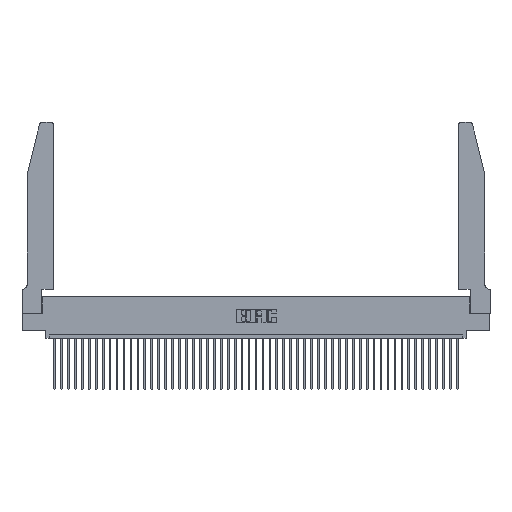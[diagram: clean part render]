
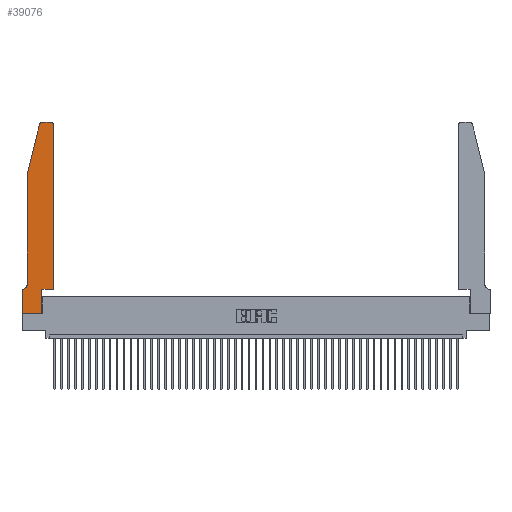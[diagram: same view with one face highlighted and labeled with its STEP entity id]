
A CAD part, top view. The second image highlights one B-rep face of the part: STEP entity #39076.
In plain terms, the highlighted planar face has unit normal (0, 0, 1).
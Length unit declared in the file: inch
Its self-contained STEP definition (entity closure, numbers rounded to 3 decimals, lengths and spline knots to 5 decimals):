
#511 = CARTESIAN_POINT ( 'NONE',  ( 0.4205, 2.72, 0.37 ) ) ;
#588 = CARTESIAN_POINT ( 'NONE',  ( 0., 0.35, 0.37 ) ) ;
#904 = DIRECTION ( 'NONE',  ( 0., 0., 1. ) ) ;
#1107 = DIRECTION ( 'NONE',  ( 0., 1., 0. ) ) ;
#1204 = VECTOR ( 'NONE', #3605, 39.37008 ) ;
#1287 = EDGE_CURVE ( 'NONE', #21451, #45828, #33085, .T. ) ;
#1304 = VECTOR ( 'NONE', #2611, 39.37008 ) ;
#2518 = VECTOR ( 'NONE', #1107, 39.37008 ) ;
#2611 = DIRECTION ( 'NONE',  ( -1., 0., 0. ) ) ;
#2855 = DIRECTION ( 'NONE',  ( 0., 0., 1. ) ) ;
#3518 = ORIENTED_EDGE ( 'NONE', *, *, #19405, .T. ) ;
#3605 = DIRECTION ( 'NONE',  ( 1., 0., 0. ) ) ;
#3637 = VERTEX_POINT ( 'NONE', #40289 ) ;
#4598 = CARTESIAN_POINT ( 'NONE',  ( 0.0755, 2., 0.37 ) ) ;
#4727 = LINE ( 'NONE', #38211, #24622 ) ;
#6522 = CARTESIAN_POINT ( 'NONE',  ( 0.0755, 0.42, 0.37 ) ) ;
#7487 = CARTESIAN_POINT ( 'NONE',  ( 0.25487, 2.72718, 0.37 ) ) ;
#7516 = DIRECTION ( 'NONE',  ( 0., 0., 1. ) ) ;
#8232 = CARTESIAN_POINT ( 'NONE',  ( 0.4505, 0.35, 0.37 ) ) ;
#8341 = AXIS2_PLACEMENT_3D ( 'NONE', #20778, #2855, #46448 ) ;
#8358 = DIRECTION ( 'NONE',  ( -1., 0., 0. ) ) ;
#8414 = DIRECTION ( 'NONE',  ( -0.239, -0.971, 0. ) ) ;
#8882 = CARTESIAN_POINT ( 'NONE',  ( 0.0755, 2., 0.37 ) ) ;
#9420 = VERTEX_POINT ( 'NONE', #6522 ) ;
#10123 = CARTESIAN_POINT ( 'NONE',  ( 0.284, 2.75, 0.37 ) ) ;
#10161 = VERTEX_POINT ( 'NONE', #38921 ) ;
#10839 = ORIENTED_EDGE ( 'NONE', *, *, #40099, .T. ) ;
#10958 = FACE_OUTER_BOUND ( 'NONE', #31837, .T. ) ;
#11488 = LINE ( 'NONE', #34928, #33049 ) ;
#11724 = PLANE ( 'NONE',  #26428 ) ;
#11986 = ORIENTED_EDGE ( 'NONE', *, *, #1287, .T. ) ;
#12188 = LINE ( 'NONE', #16226, #2518 ) ;
#12338 = ORIENTED_EDGE ( 'NONE', *, *, #27523, .T. ) ;
#12517 = DIRECTION ( 'NONE',  ( 1., 0., 0. ) ) ;
#13061 = DIRECTION ( 'NONE',  ( 0., 1., 0. ) ) ;
#13185 = VERTEX_POINT ( 'NONE', #10123 ) ;
#14191 = VERTEX_POINT ( 'NONE', #8232 ) ;
#14363 = VERTEX_POINT ( 'NONE', #45333 ) ;
#14760 = DIRECTION ( 'NONE',  ( 0., 0., -1. ) ) ;
#15022 = EDGE_CURVE ( 'NONE', #16048, #9420, #11488, .T. ) ;
#16048 = VERTEX_POINT ( 'NONE', #4598 ) ;
#16226 = CARTESIAN_POINT ( 'NONE',  ( 0.4505, 0.35, 0.37 ) ) ;
#16936 = CARTESIAN_POINT ( 'NONE',  ( 0.0755, 0.35, 0.37 ) ) ;
#16969 = ORIENTED_EDGE ( 'NONE', *, *, #23550, .T. ) ;
#17171 = DIRECTION ( 'NONE',  ( 1., 0., 0. ) ) ;
#17925 = CARTESIAN_POINT ( 'NONE',  ( 0.0055, 0.35, 0.37 ) ) ;
#18490 = DIRECTION ( 'NONE',  ( 1., 0., 0. ) ) ;
#18909 = VECTOR ( 'NONE', #44671, 39.37008 ) ;
#19289 = EDGE_CURVE ( 'NONE', #13185, #27207, #33238, .T. ) ;
#19347 = CARTESIAN_POINT ( 'NONE',  ( 0., 0., 0.37 ) ) ;
#19405 = EDGE_CURVE ( 'NONE', #14363, #42713, #45159, .T. ) ;
#20778 = CARTESIAN_POINT ( 'NONE',  ( 0.284, 2.72, 0.37 ) ) ;
#21442 = ORIENTED_EDGE ( 'NONE', *, *, #28340, .T. ) ;
#21451 = VERTEX_POINT ( 'NONE', #17925 ) ;
#22736 = CARTESIAN_POINT ( 'NONE',  ( 0.2865, 0., 0.37 ) ) ;
#23550 = EDGE_CURVE ( 'NONE', #10161, #3637, #39684, .T. ) ;
#23639 = CARTESIAN_POINT ( 'NONE',  ( 0.2865, 0.35, 0.37 ) ) ;
#24622 = VECTOR ( 'NONE', #13061, 39.37008 ) ;
#25599 = ORIENTED_EDGE ( 'NONE', *, *, #29721, .T. ) ;
#25876 = VECTOR ( 'NONE', #17171, 39.37008 ) ;
#26208 = EDGE_CURVE ( 'NONE', #9420, #21451, #26425, .T. ) ;
#26425 = CIRCLE ( 'NONE', #30732, 0.07 ) ;
#26428 = AXIS2_PLACEMENT_3D ( 'NONE', #588, #904, #12517 ) ;
#26536 = CARTESIAN_POINT ( 'NONE',  ( 0., 0.35, 0.37 ) ) ;
#26707 = LINE ( 'NONE', #8882, #37478 ) ;
#27207 = VERTEX_POINT ( 'NONE', #7487 ) ;
#27523 = EDGE_CURVE ( 'NONE', #42713, #38591, #4727, .T. ) ;
#27929 = EDGE_CURVE ( 'NONE', #45828, #14363, #40418, .T. ) ;
#28245 = DIRECTION ( 'NONE',  ( -1., 0., 0. ) ) ;
#28340 = EDGE_CURVE ( 'NONE', #38591, #14191, #31897, .T. ) ;
#29593 = CARTESIAN_POINT ( 'NONE',  ( 0.4505, 0.35, 0.37 ) ) ;
#29721 = EDGE_CURVE ( 'NONE', #27207, #16048, #26707, .T. ) ;
#30700 = ORIENTED_EDGE ( 'NONE', *, *, #27929, .T. ) ;
#30732 = AXIS2_PLACEMENT_3D ( 'NONE', #36892, #14760, #8358 ) ;
#31288 = AXIS2_PLACEMENT_3D ( 'NONE', #511, #7516, #18490 ) ;
#31837 = EDGE_LOOP ( 'NONE', ( #10839, #40497, #25599, #46180, #41489, #11986, #30700, #3518, #12338, #21442, #41004, #16969 ) ) ;
#31897 = LINE ( 'NONE', #29593, #1204 ) ;
#33049 = VECTOR ( 'NONE', #46058, 39.37008 ) ;
#33085 = LINE ( 'NONE', #16936, #1304 ) ;
#33238 = CIRCLE ( 'NONE', #8341, 0.03 ) ;
#34928 = CARTESIAN_POINT ( 'NONE',  ( 0.0755, 2., 0.37 ) ) ;
#36892 = CARTESIAN_POINT ( 'NONE',  ( 0.0055, 0.42, 0.37 ) ) ;
#37478 = VECTOR ( 'NONE', #8414, 39.37008 ) ;
#38211 = CARTESIAN_POINT ( 'NONE',  ( 0.2865, 0.35, 0.37 ) ) ;
#38591 = VERTEX_POINT ( 'NONE', #23639 ) ;
#38921 = CARTESIAN_POINT ( 'NONE',  ( 0.4505, 2.72, 0.37 ) ) ;
#39076 = ADVANCED_FACE ( 'NONE', ( #10958 ), #11724, .T. ) ;
#39684 = CIRCLE ( 'NONE', #31288, 0.03 ) ;
#40099 = EDGE_CURVE ( 'NONE', #3637, #13185, #45474, .T. ) ;
#40289 = CARTESIAN_POINT ( 'NONE',  ( 0.4205, 2.75, 0.37 ) ) ;
#40418 = LINE ( 'NONE', #19347, #18909 ) ;
#40497 = ORIENTED_EDGE ( 'NONE', *, *, #19289, .T. ) ;
#40905 = VECTOR ( 'NONE', #28245, 39.37008 ) ;
#41004 = ORIENTED_EDGE ( 'NONE', *, *, #46940, .T. ) ;
#41489 = ORIENTED_EDGE ( 'NONE', *, *, #26208, .T. ) ;
#42713 = VERTEX_POINT ( 'NONE', #22736 ) ;
#44671 = DIRECTION ( 'NONE',  ( 0., -1., 0. ) ) ;
#45159 = LINE ( 'NONE', #45993, #25876 ) ;
#45333 = CARTESIAN_POINT ( 'NONE',  ( 0., 0., 0.37 ) ) ;
#45474 = LINE ( 'NONE', #46480, #40905 ) ;
#45828 = VERTEX_POINT ( 'NONE', #26536 ) ;
#45993 = CARTESIAN_POINT ( 'NONE',  ( 0., 0., 0.37 ) ) ;
#46058 = DIRECTION ( 'NONE',  ( 0., -1., 0. ) ) ;
#46180 = ORIENTED_EDGE ( 'NONE', *, *, #15022, .T. ) ;
#46448 = DIRECTION ( 'NONE',  ( 1., 0., 0. ) ) ;
#46480 = CARTESIAN_POINT ( 'NONE',  ( 0.2605, 2.75, 0.37 ) ) ;
#46940 = EDGE_CURVE ( 'NONE', #14191, #10161, #12188, .T. ) ;
